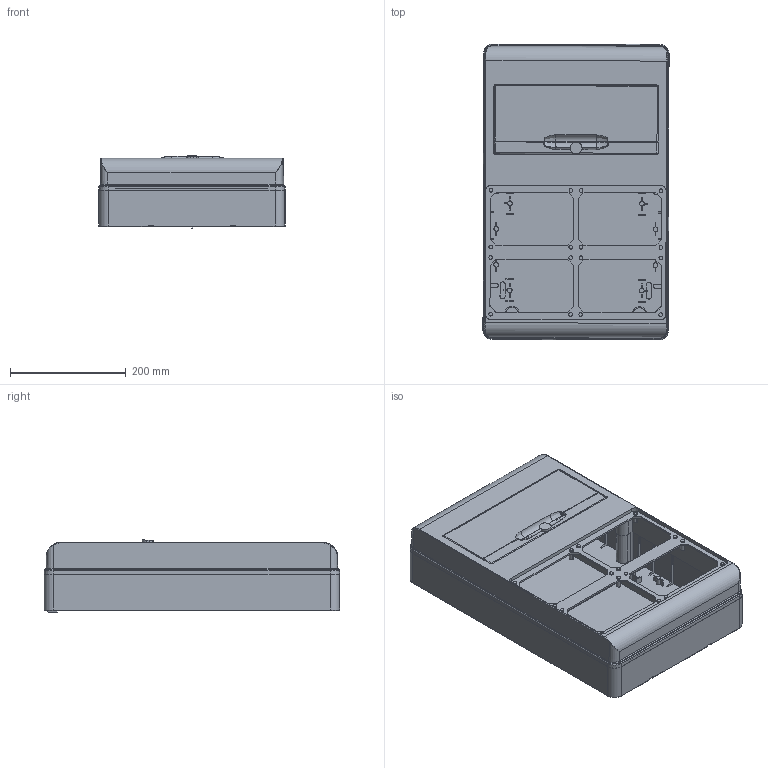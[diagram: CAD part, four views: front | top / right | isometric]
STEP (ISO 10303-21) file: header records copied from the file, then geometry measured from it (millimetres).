
FILE_DESCRIPTION((''),'2;1');
FILE_NAME('GW68009N_ASM','2021-03-24T11:11:29',('User'),('Axiro Italia'),'CREO PARAMETRIC BY PTC INC, 2020354','CREO PARAMETRIC BY PTC INC, 2020354','');
FILE_SCHEMA(('CONFIG_CONTROL_DESIGN'));
Length unit declared in the file: millimetre
Products named in the file (3): 55523450_FONDO_14_MOD_2_GRANDEZ; 55523468G_FRONTALE_14M_2GRAND_4; GW68009N_ASM
Assembly tree (2 placements, depth 2):
  GW68009N_ASM
    55523450_FONDO_14_MOD_2_GRANDEZ
    55523468G_FRONTALE_14M_2GRAND_4
Bounding box: 321.24 x 510.74 x 124.49 mm (x, y, z)
Volume: 2990605.6 mm3; surface area: 1039030.5 mm2
Topology: 2 solids, 2 shells, 1055 faces, 2821 edges, 1840 vertices
Faces by surface type: plane 631, cone 212, cylinder 134, bspline 50, torus 22, sphere 6
Entity records: 36858 total; most frequent: CARTESIAN_POINT 10737, ORIENTED_EDGE 5626, DIRECTION 5093, EDGE_CURVE 2813, VECTOR 1859, LINE 1859, VERTEX_POINT 1840, AXIS2_PLACEMENT_3D 1617
